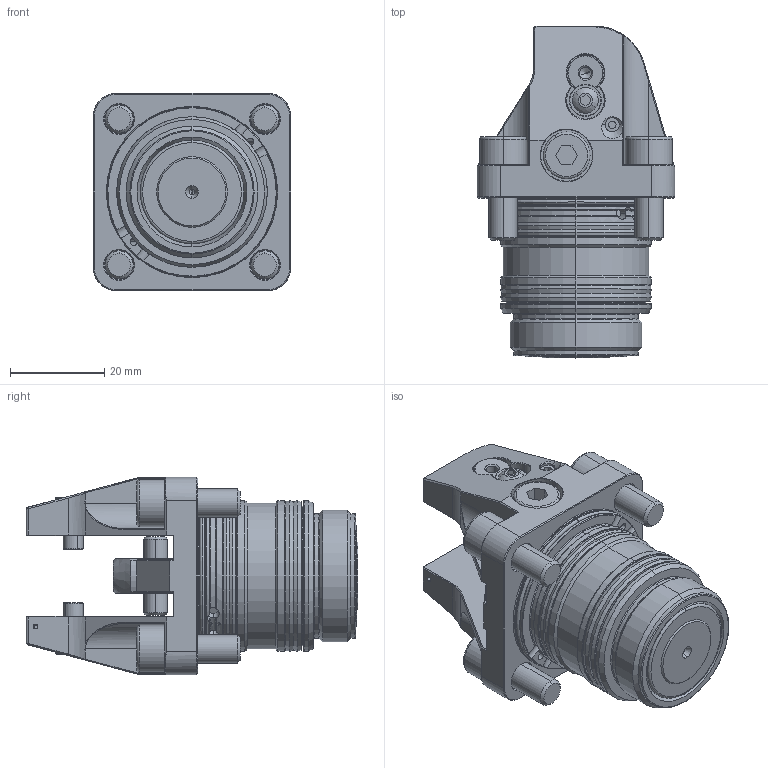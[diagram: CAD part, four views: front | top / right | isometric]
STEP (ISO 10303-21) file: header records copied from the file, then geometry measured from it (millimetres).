
FILE_DESCRIPTION (( 'STEP AP214' ), '1' );
FILE_NAME ('DLSP-A2205-000.step', '2025-12-19T09:33:26', ( '' ), ( '' ), 'SwSTEP 2.0', 'SolidWorks 2025', '' );
FILE_SCHEMA (( 'AUTOMOTIVE_DESIGN' ));
Length unit declared in the file: millimetre
Products named in the file (1): DLSP-A2205-000
Bounding box: 42 x 70.5 x 42 mm (x, y, z)
Volume: 51537.8 mm3; surface area: 22573 mm2
Topology: 16 solids, 17 shells, 763 faces, 1760 edges, 1042 vertices
Faces by surface type: plane 255, cone 210, cylinder 182, torus 90, bspline 22, sphere 4
Entity records: 26258 total; most frequent: CARTESIAN_POINT 8930, DIRECTION 3708, ORIENTED_EDGE 3476, EDGE_CURVE 1738, AXIS2_PLACEMENT_3D 1472, VERTEX_POINT 1042, EDGE_LOOP 832, VECTOR 764
